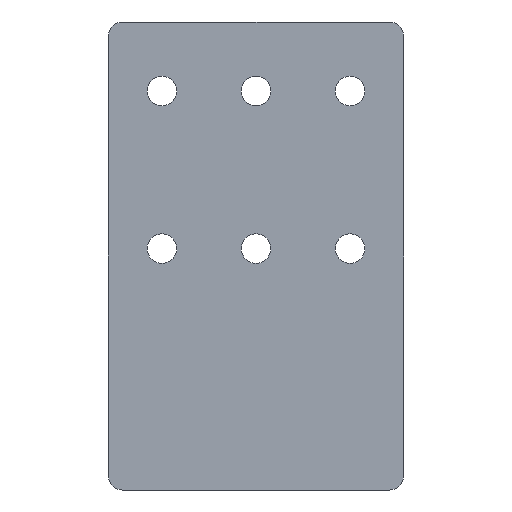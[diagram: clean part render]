
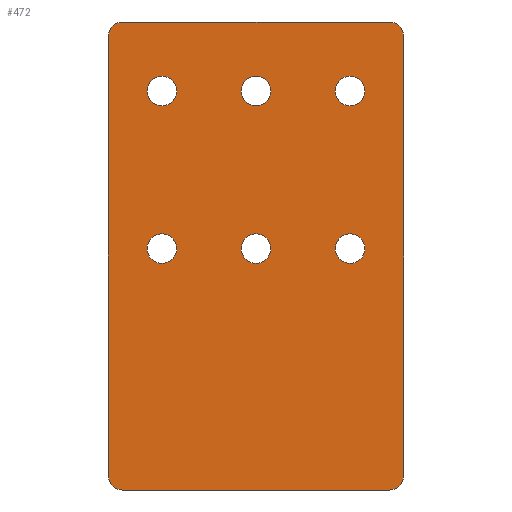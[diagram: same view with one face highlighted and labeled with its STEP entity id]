
A CAD part, front view. The second image highlights one B-rep face of the part: STEP entity #472.
In plain terms, the highlighted planar face has unit normal (0, -1, 0).
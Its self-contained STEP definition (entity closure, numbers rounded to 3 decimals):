
#15=FACE_BOUND('',#68,.T.);
#16=FACE_BOUND('',#69,.T.);
#17=FACE_BOUND('',#70,.T.);
#18=FACE_BOUND('',#71,.T.);
#19=FACE_BOUND('',#72,.T.);
#20=FACE_BOUND('',#73,.T.);
#29=PLANE('',#513);
#42=FACE_OUTER_BOUND('',#67,.T.);
#67=EDGE_LOOP('',(#328,#329,#330,#331,#332,#333,#334,#335));
#68=EDGE_LOOP('',(#336));
#69=EDGE_LOOP('',(#337));
#70=EDGE_LOOP('',(#338));
#71=EDGE_LOOP('',(#339));
#72=EDGE_LOOP('',(#340));
#73=EDGE_LOOP('',(#341));
#107=LINE('',#718,#148);
#108=LINE('',#722,#149);
#109=LINE('',#726,#150);
#110=LINE('',#729,#151);
#148=VECTOR('',#573,10.);
#149=VECTOR('',#576,10.);
#150=VECTOR('',#579,10.);
#151=VECTOR('',#582,10.);
#188=CIRCLE('',#512,1.5);
#189=CIRCLE('',#514,1.5);
#190=CIRCLE('',#515,1.5);
#191=CIRCLE('',#516,1.5);
#192=CIRCLE('',#517,1.5);
#193=CIRCLE('',#518,1.5);
#194=CIRCLE('',#519,1.5);
#195=CIRCLE('',#520,1.5);
#196=CIRCLE('',#521,1.5);
#197=CIRCLE('',#522,1.5);
#215=VERTEX_POINT('',#711);
#216=VERTEX_POINT('',#713);
#217=VERTEX_POINT('',#717);
#218=VERTEX_POINT('',#719);
#219=VERTEX_POINT('',#721);
#220=VERTEX_POINT('',#723);
#221=VERTEX_POINT('',#725);
#222=VERTEX_POINT('',#727);
#223=VERTEX_POINT('',#730);
#224=VERTEX_POINT('',#732);
#225=VERTEX_POINT('',#734);
#226=VERTEX_POINT('',#736);
#227=VERTEX_POINT('',#738);
#228=VERTEX_POINT('',#740);
#259=EDGE_CURVE('',#215,#216,#188,.T.);
#261=EDGE_CURVE('',#215,#217,#107,.T.);
#262=EDGE_CURVE('',#218,#217,#189,.T.);
#263=EDGE_CURVE('',#218,#219,#108,.T.);
#264=EDGE_CURVE('',#220,#219,#190,.T.);
#265=EDGE_CURVE('',#221,#220,#109,.T.);
#266=EDGE_CURVE('',#222,#221,#191,.T.);
#267=EDGE_CURVE('',#222,#216,#110,.T.);
#268=EDGE_CURVE('',#223,#223,#192,.T.);
#269=EDGE_CURVE('',#224,#224,#193,.T.);
#270=EDGE_CURVE('',#225,#225,#194,.T.);
#271=EDGE_CURVE('',#226,#226,#195,.T.);
#272=EDGE_CURVE('',#227,#227,#196,.T.);
#273=EDGE_CURVE('',#228,#228,#197,.T.);
#328=ORIENTED_EDGE('',*,*,#259,.F.);
#329=ORIENTED_EDGE('',*,*,#261,.T.);
#330=ORIENTED_EDGE('',*,*,#262,.F.);
#331=ORIENTED_EDGE('',*,*,#263,.T.);
#332=ORIENTED_EDGE('',*,*,#264,.F.);
#333=ORIENTED_EDGE('',*,*,#265,.F.);
#334=ORIENTED_EDGE('',*,*,#266,.F.);
#335=ORIENTED_EDGE('',*,*,#267,.T.);
#336=ORIENTED_EDGE('',*,*,#268,.T.);
#337=ORIENTED_EDGE('',*,*,#269,.T.);
#338=ORIENTED_EDGE('',*,*,#270,.T.);
#339=ORIENTED_EDGE('',*,*,#271,.T.);
#340=ORIENTED_EDGE('',*,*,#272,.T.);
#341=ORIENTED_EDGE('',*,*,#273,.T.);
#472=ADVANCED_FACE('',(#42,#15,#16,#17,#18,#19,#20),#29,.F.);
#512=AXIS2_PLACEMENT_3D('',#714,#568,#569);
#513=AXIS2_PLACEMENT_3D('',#716,#571,#572);
#514=AXIS2_PLACEMENT_3D('',#720,#574,#575);
#515=AXIS2_PLACEMENT_3D('',#724,#577,#578);
#516=AXIS2_PLACEMENT_3D('',#728,#580,#581);
#517=AXIS2_PLACEMENT_3D('',#731,#583,#584);
#518=AXIS2_PLACEMENT_3D('',#733,#585,#586);
#519=AXIS2_PLACEMENT_3D('',#735,#587,#588);
#520=AXIS2_PLACEMENT_3D('',#737,#589,#590);
#521=AXIS2_PLACEMENT_3D('',#739,#591,#592);
#522=AXIS2_PLACEMENT_3D('',#741,#593,#594);
#568=DIRECTION('center_axis',(0.,1.,0.));
#569=DIRECTION('ref_axis',(-0.707,0.,-0.707));
#571=DIRECTION('center_axis',(0.,1.,0.));
#572=DIRECTION('ref_axis',(1.,0.,0.));
#573=DIRECTION('',(1.,0.,0.));
#574=DIRECTION('center_axis',(0.,1.,0.));
#575=DIRECTION('ref_axis',(0.707,0.,-0.707));
#576=DIRECTION('',(0.,0.,1.));
#577=DIRECTION('center_axis',(0.,1.,0.));
#578=DIRECTION('ref_axis',(0.707,0.,0.707));
#579=DIRECTION('',(1.,0.,0.));
#580=DIRECTION('center_axis',(0.,1.,0.));
#581=DIRECTION('ref_axis',(-0.707,0.,0.707));
#582=DIRECTION('',(0.,0.,-1.));
#583=DIRECTION('center_axis',(0.,1.,0.));
#584=DIRECTION('ref_axis',(-1.,0.,0.));
#585=DIRECTION('center_axis',(0.,1.,0.));
#586=DIRECTION('ref_axis',(-1.,0.,0.));
#587=DIRECTION('center_axis',(0.,1.,0.));
#588=DIRECTION('ref_axis',(-1.,0.,0.));
#589=DIRECTION('center_axis',(0.,1.,0.));
#590=DIRECTION('ref_axis',(-1.,0.,0.));
#591=DIRECTION('center_axis',(0.,1.,0.));
#592=DIRECTION('ref_axis',(-1.,0.,0.));
#593=DIRECTION('center_axis',(0.,1.,0.));
#594=DIRECTION('ref_axis',(-1.,0.,0.));
#711=CARTESIAN_POINT('',(-13.5,0.,-15.25));
#713=CARTESIAN_POINT('',(-15.,0.,-13.75));
#714=CARTESIAN_POINT('Origin',(-13.5,0.,-13.75));
#716=CARTESIAN_POINT('Origin',(0.,0.,0.));
#717=CARTESIAN_POINT('',(13.5,0.,-15.25));
#718=CARTESIAN_POINT('',(-15.,0.,-15.25));
#719=CARTESIAN_POINT('',(15.,0.,-13.75));
#720=CARTESIAN_POINT('Origin',(13.5,0.,-13.75));
#721=CARTESIAN_POINT('',(15.,0.,30.75));
#722=CARTESIAN_POINT('',(15.,0.,1.75));
#723=CARTESIAN_POINT('',(13.5,0.,32.25));
#724=CARTESIAN_POINT('Origin',(13.5,0.,30.75));
#725=CARTESIAN_POINT('',(-13.5,0.,32.25));
#726=CARTESIAN_POINT('',(0.,0.,32.25));
#727=CARTESIAN_POINT('',(-15.,0.,30.75));
#728=CARTESIAN_POINT('Origin',(-13.5,0.,30.75));
#729=CARTESIAN_POINT('',(-15.,0.,15.25));
#730=CARTESIAN_POINT('',(11.05,0.,25.25));
#731=CARTESIAN_POINT('Origin',(9.55,0.,25.25));
#732=CARTESIAN_POINT('',(-8.05,0.,9.25));
#733=CARTESIAN_POINT('Origin',(-9.55,0.,9.25));
#734=CARTESIAN_POINT('',(1.5,0.,25.25));
#735=CARTESIAN_POINT('Origin',(0.,0.,25.25));
#736=CARTESIAN_POINT('',(11.05,0.,9.25));
#737=CARTESIAN_POINT('Origin',(9.55,0.,9.25));
#738=CARTESIAN_POINT('',(1.5,0.,9.25));
#739=CARTESIAN_POINT('Origin',(0.,0.,9.25));
#740=CARTESIAN_POINT('',(-8.05,0.,25.25));
#741=CARTESIAN_POINT('Origin',(-9.55,0.,25.25));
